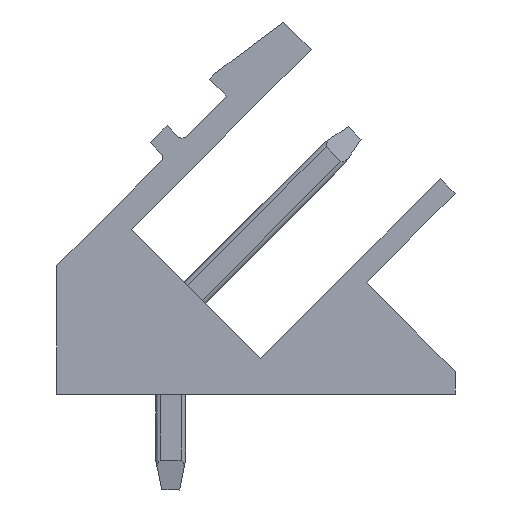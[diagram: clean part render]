
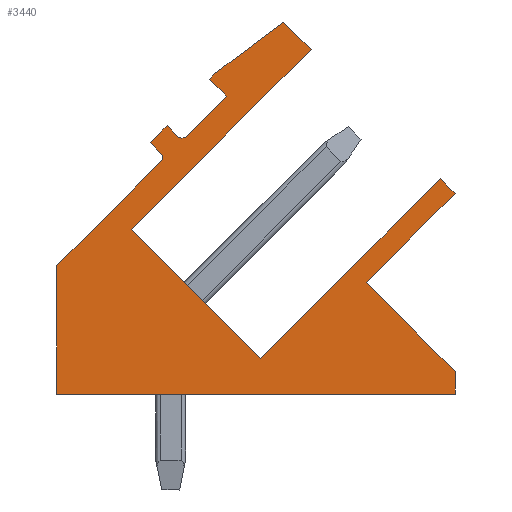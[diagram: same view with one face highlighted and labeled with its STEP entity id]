
A CAD part, left-side view. The second image highlights one B-rep face of the part: STEP entity #3440.
In plain terms, the highlighted planar face has unit normal (-1, 0, 0).
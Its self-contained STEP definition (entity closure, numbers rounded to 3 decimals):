
#1695=AXIS2_PLACEMENT_3D('Circle Axis2P3D',#1693,#1694,$) ;
#1819=AXIS2_PLACEMENT_3D('Circle Axis2P3D',#1817,#1818,$) ;
#3416=AXIS2_PLACEMENT_3D('Plane Axis2P3D',#3413,#3414,#3415) ;
#49=CARTESIAN_POINT('Vertex',(0.,6.505,4.385)) ;
#52=CARTESIAN_POINT('Line Origine',(0.,3.5,7.39)) ;
#56=CARTESIAN_POINT('Vertex',(0.,0.495,10.395)) ;
#87=CARTESIAN_POINT('Vertex',(0.,10.819,8.698)) ;
#90=CARTESIAN_POINT('Line Origine',(0.,8.662,6.541)) ;
#1504=CARTESIAN_POINT('Vertex',(0.,4.808,14.708)) ;
#1507=CARTESIAN_POINT('Line Origine',(0.,7.814,11.703)) ;
#1535=CARTESIAN_POINT('Vertex',(0.,5.728,15.628)) ;
#1538=CARTESIAN_POINT('Line Origine',(0.,5.268,15.168)) ;
#1566=CARTESIAN_POINT('Vertex',(0.,7.99,13.931)) ;
#1569=CARTESIAN_POINT('Line Origine',(0.,6.859,14.779)) ;
#1597=CARTESIAN_POINT('Vertex',(0.,8.202,13.718)) ;
#1600=CARTESIAN_POINT('Line Origine',(0.,8.096,13.824)) ;
#1628=CARTESIAN_POINT('Vertex',(0.,7.637,13.153)) ;
#1631=CARTESIAN_POINT('Line Origine',(0.,7.92,13.436)) ;
#1659=CARTESIAN_POINT('Vertex',(0.,8.98,11.809)) ;
#1662=CARTESIAN_POINT('Line Origine',(0.,8.309,12.481)) ;
#1690=CARTESIAN_POINT('Vertex',(0.,9.263,11.809)) ;
#1693=CARTESIAN_POINT('Axis2P3D Location',(0.,9.122,11.951)) ;
#1721=CARTESIAN_POINT('Vertex',(0.,9.617,12.163)) ;
#1724=CARTESIAN_POINT('Line Origine',(0.,9.44,11.986)) ;
#1752=CARTESIAN_POINT('Vertex',(0.,10.182,11.597)) ;
#1755=CARTESIAN_POINT('Line Origine',(0.,9.899,11.88)) ;
#1783=CARTESIAN_POINT('Vertex',(0.,9.829,11.244)) ;
#1786=CARTESIAN_POINT('Line Origine',(0.,10.006,11.42)) ;
#1814=CARTESIAN_POINT('Vertex',(0.,9.829,10.961)) ;
#1817=CARTESIAN_POINT('Axis2P3D Location',(0.,9.97,11.102)) ;
#1840=CARTESIAN_POINT('Vertex',(0.,13.3,7.489)) ;
#1843=CARTESIAN_POINT('Line Origine',(0.,11.564,9.225)) ;
#1871=CARTESIAN_POINT('Vertex',(0.,13.3,3.2)) ;
#1874=CARTESIAN_POINT('Line Origine',(0.,13.3,5.345)) ;
#1902=CARTESIAN_POINT('Vertex',(0.,0.,3.2)) ;
#1905=CARTESIAN_POINT('Line Origine',(0.,6.65,3.2)) ;
#3319=CARTESIAN_POINT('Vertex',(0.,0.,3.96)) ;
#3322=CARTESIAN_POINT('Line Origine',(0.,0.,3.58)) ;
#3350=CARTESIAN_POINT('Vertex',(0.,2.97,6.93)) ;
#3353=CARTESIAN_POINT('Line Origine',(0.,1.485,5.445)) ;
#3381=CARTESIAN_POINT('Vertex',(0.,0.,9.9)) ;
#3384=CARTESIAN_POINT('Line Origine',(0.,1.485,8.415)) ;
#3401=CARTESIAN_POINT('Line Origine',(0.,0.247,10.147)) ;
#3413=CARTESIAN_POINT('Axis2P3D Location',(0.,0.,0.)) ;
#53=DIRECTION('Vector Direction',(0.,0.707,-0.707)) ;
#91=DIRECTION('Vector Direction',(0.,-0.707,-0.707)) ;
#1508=DIRECTION('Vector Direction',(0.,-0.707,0.707)) ;
#1539=DIRECTION('Vector Direction',(0.,-0.707,-0.707)) ;
#1570=DIRECTION('Vector Direction',(0.,-0.8,0.6)) ;
#1601=DIRECTION('Vector Direction',(0.,-0.707,0.707)) ;
#1632=DIRECTION('Vector Direction',(0.,0.707,0.707)) ;
#1663=DIRECTION('Vector Direction',(0.,-0.707,0.707)) ;
#1694=DIRECTION('Axis2P3D Direction',(-1.,0.,0.)) ;
#1725=DIRECTION('Vector Direction',(0.,-0.707,-0.707)) ;
#1756=DIRECTION('Vector Direction',(0.,-0.707,0.707)) ;
#1787=DIRECTION('Vector Direction',(0.,0.707,0.707)) ;
#1818=DIRECTION('Axis2P3D Direction',(-1.,0.,0.)) ;
#1844=DIRECTION('Vector Direction',(0.,-0.707,0.707)) ;
#1875=DIRECTION('Vector Direction',(0.,0.,1.)) ;
#1906=DIRECTION('Vector Direction',(0.,1.,0.)) ;
#3323=DIRECTION('Vector Direction',(0.,0.,-1.)) ;
#3354=DIRECTION('Vector Direction',(0.,-0.707,-0.707)) ;
#3385=DIRECTION('Vector Direction',(0.,0.707,-0.707)) ;
#3402=DIRECTION('Vector Direction',(0.,-0.707,-0.707)) ;
#3414=DIRECTION('Axis2P3D Direction',(-1.,0.,0.)) ;
#3415=DIRECTION('Axis2P3D XDirection',(0.,0.,1.)) ;
#54=VECTOR('Line Direction',#53,1.) ;
#92=VECTOR('Line Direction',#91,1.) ;
#1509=VECTOR('Line Direction',#1508,1.) ;
#1540=VECTOR('Line Direction',#1539,1.) ;
#1571=VECTOR('Line Direction',#1570,1.) ;
#1602=VECTOR('Line Direction',#1601,1.) ;
#1633=VECTOR('Line Direction',#1632,1.) ;
#1664=VECTOR('Line Direction',#1663,1.) ;
#1726=VECTOR('Line Direction',#1725,1.) ;
#1757=VECTOR('Line Direction',#1756,1.) ;
#1788=VECTOR('Line Direction',#1787,1.) ;
#1845=VECTOR('Line Direction',#1844,1.) ;
#1876=VECTOR('Line Direction',#1875,1.) ;
#1907=VECTOR('Line Direction',#1906,1.) ;
#3324=VECTOR('Line Direction',#3323,1.) ;
#3355=VECTOR('Line Direction',#3354,1.) ;
#3386=VECTOR('Line Direction',#3385,1.) ;
#3403=VECTOR('Line Direction',#3402,1.) ;
#3419=ORIENTED_EDGE('',*,*,#58,.T.) ;
#3420=ORIENTED_EDGE('',*,*,#94,.T.) ;
#3421=ORIENTED_EDGE('',*,*,#1511,.T.) ;
#3422=ORIENTED_EDGE('',*,*,#1542,.T.) ;
#3423=ORIENTED_EDGE('',*,*,#1573,.T.) ;
#3424=ORIENTED_EDGE('',*,*,#1604,.T.) ;
#3425=ORIENTED_EDGE('',*,*,#1635,.T.) ;
#3426=ORIENTED_EDGE('',*,*,#1666,.T.) ;
#3427=ORIENTED_EDGE('',*,*,#1697,.T.) ;
#3428=ORIENTED_EDGE('',*,*,#1728,.T.) ;
#3429=ORIENTED_EDGE('',*,*,#1759,.T.) ;
#3430=ORIENTED_EDGE('',*,*,#1790,.T.) ;
#3431=ORIENTED_EDGE('',*,*,#1821,.T.) ;
#3432=ORIENTED_EDGE('',*,*,#1847,.T.) ;
#3433=ORIENTED_EDGE('',*,*,#1878,.T.) ;
#3434=ORIENTED_EDGE('',*,*,#1909,.T.) ;
#3435=ORIENTED_EDGE('',*,*,#3326,.T.) ;
#3436=ORIENTED_EDGE('',*,*,#3357,.T.) ;
#3437=ORIENTED_EDGE('',*,*,#3388,.T.) ;
#3438=ORIENTED_EDGE('',*,*,#3405,.T.) ;
#3440=ADVANCED_FACE('Housing',(#3439),#3417,.T.) ;
#1696=CIRCLE('generated circle',#1695,0.2) ;
#1820=CIRCLE('generated circle',#1819,0.2) ;
#58=EDGE_CURVE('',#57,#50,#55,.T.) ;
#94=EDGE_CURVE('',#50,#88,#93,.F.) ;
#1511=EDGE_CURVE('',#88,#1505,#1510,.T.) ;
#1542=EDGE_CURVE('',#1505,#1536,#1541,.F.) ;
#1573=EDGE_CURVE('',#1536,#1567,#1572,.F.) ;
#1604=EDGE_CURVE('',#1567,#1598,#1603,.F.) ;
#1635=EDGE_CURVE('',#1598,#1629,#1634,.F.) ;
#1666=EDGE_CURVE('',#1629,#1660,#1665,.F.) ;
#1697=EDGE_CURVE('',#1660,#1691,#1696,.F.) ;
#1728=EDGE_CURVE('',#1691,#1722,#1727,.F.) ;
#1759=EDGE_CURVE('',#1722,#1753,#1758,.F.) ;
#1790=EDGE_CURVE('',#1753,#1784,#1789,.F.) ;
#1821=EDGE_CURVE('',#1784,#1815,#1820,.F.) ;
#1847=EDGE_CURVE('',#1815,#1841,#1846,.F.) ;
#1878=EDGE_CURVE('',#1841,#1872,#1877,.F.) ;
#1909=EDGE_CURVE('',#1872,#1903,#1908,.F.) ;
#3326=EDGE_CURVE('',#1903,#3320,#3325,.F.) ;
#3357=EDGE_CURVE('',#3320,#3351,#3356,.F.) ;
#3388=EDGE_CURVE('',#3351,#3382,#3387,.F.) ;
#3405=EDGE_CURVE('',#3382,#57,#3404,.F.) ;
#3418=EDGE_LOOP('',(#3419,#3420,#3421,#3422,#3423,#3424,#3425,#3426,#3427,#3428,#3429,#3430,#3431,#3432,#3433,#3434,#3435,#3436,#3437,#3438)) ;
#3439=FACE_OUTER_BOUND('',#3418,.T.) ;
#55=LINE('Line',#52,#54) ;
#93=LINE('Line',#90,#92) ;
#1510=LINE('Line',#1507,#1509) ;
#1541=LINE('Line',#1538,#1540) ;
#1572=LINE('Line',#1569,#1571) ;
#1603=LINE('Line',#1600,#1602) ;
#1634=LINE('Line',#1631,#1633) ;
#1665=LINE('Line',#1662,#1664) ;
#1727=LINE('Line',#1724,#1726) ;
#1758=LINE('Line',#1755,#1757) ;
#1789=LINE('Line',#1786,#1788) ;
#1846=LINE('Line',#1843,#1845) ;
#1877=LINE('Line',#1874,#1876) ;
#1908=LINE('Line',#1905,#1907) ;
#3325=LINE('Line',#3322,#3324) ;
#3356=LINE('Line',#3353,#3355) ;
#3387=LINE('Line',#3384,#3386) ;
#3404=LINE('Line',#3401,#3403) ;
#3417=PLANE('',#3416) ;
#50=VERTEX_POINT('',#49) ;
#57=VERTEX_POINT('',#56) ;
#88=VERTEX_POINT('',#87) ;
#1505=VERTEX_POINT('',#1504) ;
#1536=VERTEX_POINT('',#1535) ;
#1567=VERTEX_POINT('',#1566) ;
#1598=VERTEX_POINT('',#1597) ;
#1629=VERTEX_POINT('',#1628) ;
#1660=VERTEX_POINT('',#1659) ;
#1691=VERTEX_POINT('',#1690) ;
#1722=VERTEX_POINT('',#1721) ;
#1753=VERTEX_POINT('',#1752) ;
#1784=VERTEX_POINT('',#1783) ;
#1815=VERTEX_POINT('',#1814) ;
#1841=VERTEX_POINT('',#1840) ;
#1872=VERTEX_POINT('',#1871) ;
#1903=VERTEX_POINT('',#1902) ;
#3320=VERTEX_POINT('',#3319) ;
#3351=VERTEX_POINT('',#3350) ;
#3382=VERTEX_POINT('',#3381) ;
